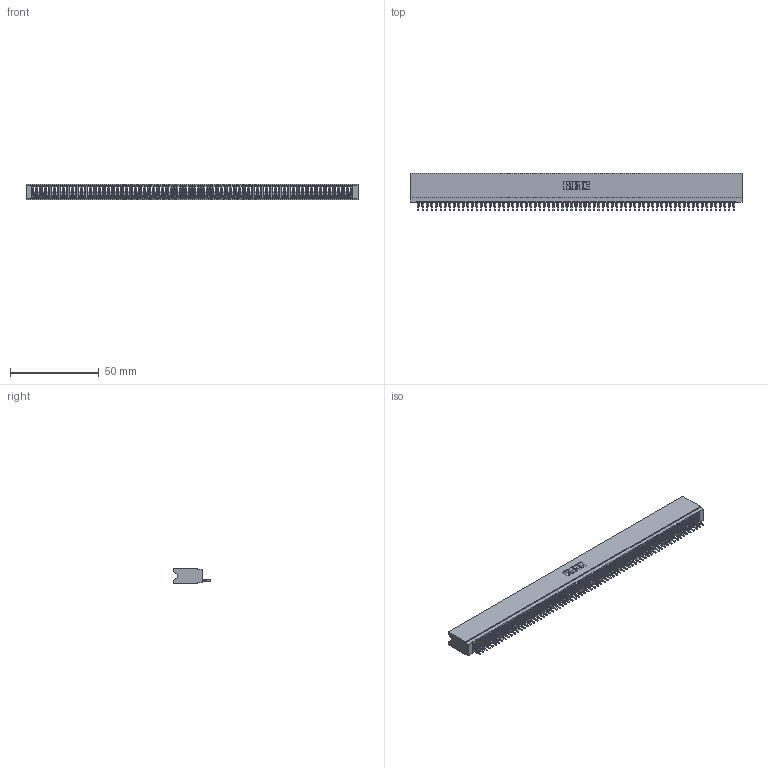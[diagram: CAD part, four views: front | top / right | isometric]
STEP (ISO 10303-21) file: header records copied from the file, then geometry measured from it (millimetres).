
FILE_DESCRIPTION (( 'STEP AP203' ), '1' );
FILE_NAME ('745-071-525-106.STEP', '2026-02-26T14:05:21', ( '' ), ( '' ), 'SwSTEP 2.0', 'SolidWorks 2023', '' );
FILE_SCHEMA (( 'CONFIG_CONTROL_DESIGN' ));
Length unit declared in the file: millimetre
Products named in the file (3): 745 Part_Insulator Option - 06; 745-071-525-106; 745-292-001_525
Assembly tree (72 placements, depth 2):
  745-071-525-106
    745 Part_Insulator Option - 06
    745-292-001_525  x71
Bounding box: 186.94 x 21.22 x 8.89 mm (x, y, z)
Volume: 15922.7 mm3; surface area: 30119.9 mm2
Topology: 72 solids, 72 shells, 8048 faces, 22128 edges, 13946 vertices
Faces by surface type: plane 4813, bspline 1420, cylinder 1389, torus 426
Entity records: 113319 total; most frequent: CARTESIAN_POINT 20471, ORIENTED_EDGE 20036, DIRECTION 17336, EDGE_CURVE 10018, VECTOR 9410, LINE 9410, VERTEX_POINT 6386, AXIS2_PLACEMENT_3D 3963
